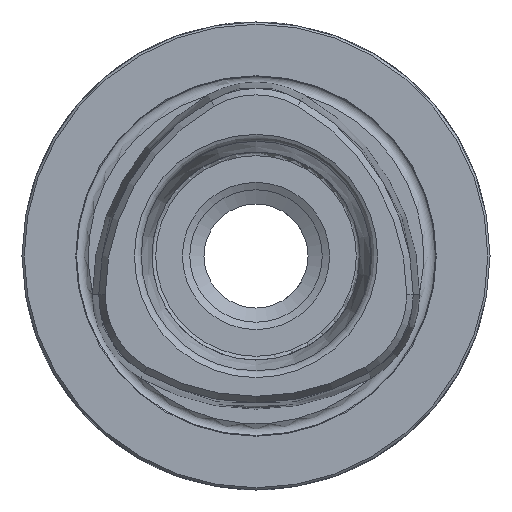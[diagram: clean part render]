
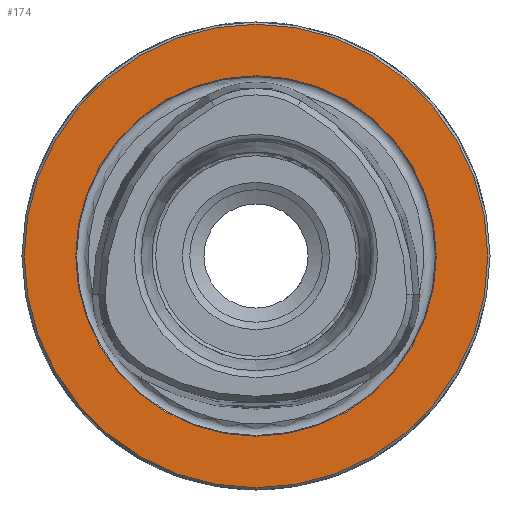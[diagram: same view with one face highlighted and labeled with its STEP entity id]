
A CAD part, left-side view. The second image highlights one B-rep face of the part: STEP entity #174.
In plain terms, the highlighted planar face has unit normal (-1, 0, 0).
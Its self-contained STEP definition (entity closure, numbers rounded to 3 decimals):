
#174 = ADVANCED_FACE( '', ( #440, #441 ), #442, .T. );
#440 = FACE_OUTER_BOUND( '', #821, .T. );
#441 = FACE_BOUND( '', #822, .T. );
#442 = PLANE( '', #823 );
#821 = EDGE_LOOP( '', ( #1310 ) );
#822 = EDGE_LOOP( '', ( #1311 ) );
#823 = AXIS2_PLACEMENT_3D( '', #1312, #1313, #1314 );
#1310 = ORIENTED_EDGE( '', *, *, #2090, .T. );
#1311 = ORIENTED_EDGE( '', *, *, #1975, .F. );
#1312 = CARTESIAN_POINT( '', ( 0., 0., 24.2 ) );
#1313 = DIRECTION( '', ( -1., 0., 0. ) );
#1314 = DIRECTION( '', ( 0., 0., 1. ) );
#1975 = EDGE_CURVE( '', #2296, #2296, #2297, .T. );
#2090 = EDGE_CURVE( '', #2492, #2492, #2493, .T. );
#2296 = VERTEX_POINT( '', #2757 );
#2297 = CIRCLE( '', #2758, 24.264 );
#2492 = VERTEX_POINT( '', #3309 );
#2493 = CIRCLE( '', #3310, 31.2 );
#2757 = CARTESIAN_POINT( '', ( 0., 0., 24.264 ) );
#2758 = AXIS2_PLACEMENT_3D( '', #4070, #4071, #4072 );
#3309 = CARTESIAN_POINT( '', ( 0., 0., 31.2 ) );
#3310 = AXIS2_PLACEMENT_3D( '', #4197, #4198, #4199 );
#4070 = CARTESIAN_POINT( '', ( 0., 0., 0. ) );
#4071 = DIRECTION( '', ( -1., 0., 0. ) );
#4072 = DIRECTION( '', ( 0., 0., 1. ) );
#4197 = CARTESIAN_POINT( '', ( 0., 0., 0. ) );
#4198 = DIRECTION( '', ( -1., 0., 0. ) );
#4199 = DIRECTION( '', ( 0., 0., 1. ) );
